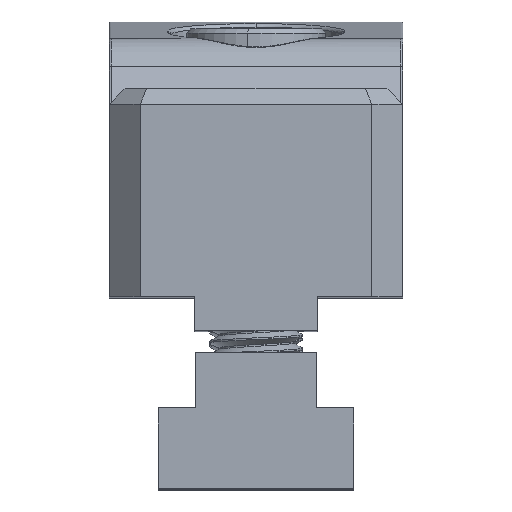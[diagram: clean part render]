
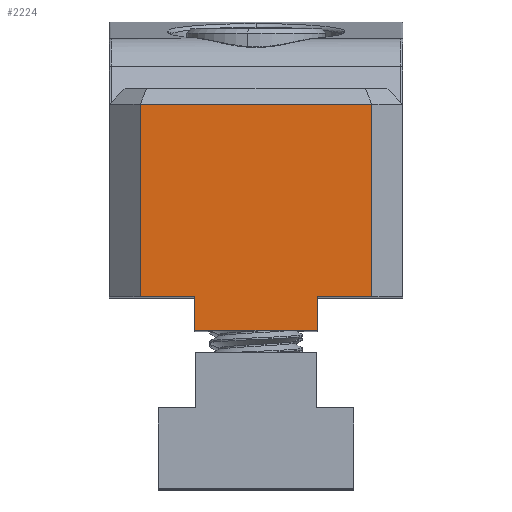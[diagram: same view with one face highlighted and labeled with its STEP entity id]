
A CAD part, top view. The second image highlights one B-rep face of the part: STEP entity #2224.
In plain terms, the highlighted planar face has unit normal (0, 0, 1).
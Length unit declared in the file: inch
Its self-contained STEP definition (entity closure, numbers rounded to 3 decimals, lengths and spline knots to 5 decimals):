
#310 = CARTESIAN_POINT ( 'NONE',  ( 0.59127, 1.06299, 1.875 ) ) ;
#957 = ORIENTED_EDGE ( 'NONE', *, *, #5631, .T. ) ;
#1290 = DIRECTION ( 'NONE',  ( 0., 1., 0. ) ) ;
#1527 = VECTOR ( 'NONE', #3062, 39.37008 ) ;
#1718 = LINE ( 'NONE', #10582, #13415 ) ;
#2053 = LINE ( 'NONE', #3292, #8734 ) ;
#2224 = ADVANCED_FACE ( 'NONE', ( #14084 ), #10181, .F. ) ;
#2316 = CARTESIAN_POINT ( 'NONE',  ( 0.74875, 0., 1.875 ) ) ;
#2447 = LINE ( 'NONE', #310, #6958 ) ;
#2798 = CARTESIAN_POINT ( 'NONE',  ( -0.3115, -0.17201, 1.875 ) ) ;
#3062 = DIRECTION ( 'NONE',  ( 0., -1., 0. ) ) ;
#3238 = DIRECTION ( 'NONE',  ( 0., 0., -1. ) ) ;
#3292 = CARTESIAN_POINT ( 'NONE',  ( -0.59127, 0.98299, 1.875 ) ) ;
#3322 = VERTEX_POINT ( 'NONE', #5601 ) ;
#3854 = DIRECTION ( 'NONE',  ( -1., 0., 0. ) ) ;
#5058 = ORIENTED_EDGE ( 'NONE', *, *, #10586, .T. ) ;
#5568 = LINE ( 'NONE', #13754, #1527 ) ;
#5601 = CARTESIAN_POINT ( 'NONE',  ( 0.3115, -0.17201, 1.875 ) ) ;
#5631 = EDGE_CURVE ( 'NONE', #9233, #8588, #2053, .T. ) ;
#6000 = VERTEX_POINT ( 'NONE', #10331 ) ;
#6210 = AXIS2_PLACEMENT_3D ( 'NONE', #10024, #3238, #19672 ) ;
#6565 = VECTOR ( 'NONE', #3854, 39.37008 ) ;
#6958 = VECTOR ( 'NONE', #7813, 39.37008 ) ;
#7538 = DIRECTION ( 'NONE',  ( -1., 0., 0. ) ) ;
#7813 = DIRECTION ( 'NONE',  ( 0., 1., 0. ) ) ;
#7846 = LINE ( 'NONE', #11379, #19544 ) ;
#8588 = VERTEX_POINT ( 'NONE', #16721 ) ;
#8734 = VECTOR ( 'NONE', #13990, 39.37008 ) ;
#8805 = EDGE_CURVE ( 'NONE', #14157, #14048, #9421, .T. ) ;
#8938 = VECTOR ( 'NONE', #12767, 39.37008 ) ;
#9158 = EDGE_CURVE ( 'NONE', #8588, #14048, #5568, .T. ) ;
#9233 = VERTEX_POINT ( 'NONE', #15472 ) ;
#9421 = LINE ( 'NONE', #11256, #8938 ) ;
#9865 = VECTOR ( 'NONE', #1290, 39.37008 ) ;
#9915 = DIRECTION ( 'NONE',  ( 0., -1., 0. ) ) ;
#10024 = CARTESIAN_POINT ( 'NONE',  ( 0., 0., 1.875 ) ) ;
#10181 = PLANE ( 'NONE',  #6210 ) ;
#10331 = CARTESIAN_POINT ( 'NONE',  ( 0.59127, 0., 1.875 ) ) ;
#10582 = CARTESIAN_POINT ( 'NONE',  ( 0.3115, -0.17201, 1.875 ) ) ;
#10586 = EDGE_CURVE ( 'NONE', #6000, #9233, #2447, .T. ) ;
#11256 = CARTESIAN_POINT ( 'NONE',  ( -0.3115, 0., 1.875 ) ) ;
#11379 = CARTESIAN_POINT ( 'NONE',  ( 0.3115, 0., 1.875 ) ) ;
#11644 = VERTEX_POINT ( 'NONE', #17193 ) ;
#12150 = ORIENTED_EDGE ( 'NONE', *, *, #13307, .F. ) ;
#12347 = ORIENTED_EDGE ( 'NONE', *, *, #16528, .F. ) ;
#12767 = DIRECTION ( 'NONE',  ( -1., 0., 0. ) ) ;
#13047 = ORIENTED_EDGE ( 'NONE', *, *, #9158, .T. ) ;
#13224 = EDGE_CURVE ( 'NONE', #11644, #14157, #17965, .T. ) ;
#13307 = EDGE_CURVE ( 'NONE', #3322, #11644, #1718, .T. ) ;
#13392 = CARTESIAN_POINT ( 'NONE',  ( 0.3115, 0., 1.875 ) ) ;
#13415 = VECTOR ( 'NONE', #7538, 39.37008 ) ;
#13754 = CARTESIAN_POINT ( 'NONE',  ( -0.59127, 0., 1.875 ) ) ;
#13990 = DIRECTION ( 'NONE',  ( -1., 0., 0. ) ) ;
#14048 = VERTEX_POINT ( 'NONE', #17491 ) ;
#14084 = FACE_OUTER_BOUND ( 'NONE', #19777, .T. ) ;
#14157 = VERTEX_POINT ( 'NONE', #19272 ) ;
#15352 = ORIENTED_EDGE ( 'NONE', *, *, #19215, .F. ) ;
#15376 = ORIENTED_EDGE ( 'NONE', *, *, #8805, .F. ) ;
#15472 = CARTESIAN_POINT ( 'NONE',  ( 0.59127, 0.98299, 1.875 ) ) ;
#16136 = LINE ( 'NONE', #2316, #6565 ) ;
#16528 = EDGE_CURVE ( 'NONE', #18149, #3322, #7846, .T. ) ;
#16721 = CARTESIAN_POINT ( 'NONE',  ( -0.59127, 0.98299, 1.875 ) ) ;
#16745 = ORIENTED_EDGE ( 'NONE', *, *, #13224, .F. ) ;
#17193 = CARTESIAN_POINT ( 'NONE',  ( -0.3115, -0.17201, 1.875 ) ) ;
#17491 = CARTESIAN_POINT ( 'NONE',  ( -0.59127, 0., 1.875 ) ) ;
#17965 = LINE ( 'NONE', #2798, #9865 ) ;
#18149 = VERTEX_POINT ( 'NONE', #13392 ) ;
#19215 = EDGE_CURVE ( 'NONE', #6000, #18149, #16136, .T. ) ;
#19272 = CARTESIAN_POINT ( 'NONE',  ( -0.3115, 0., 1.875 ) ) ;
#19544 = VECTOR ( 'NONE', #9915, 39.37008 ) ;
#19672 = DIRECTION ( 'NONE',  ( -1., 0., 0. ) ) ;
#19777 = EDGE_LOOP ( 'NONE', ( #5058, #957, #13047, #15376, #16745, #12150, #12347, #15352 ) ) ;
